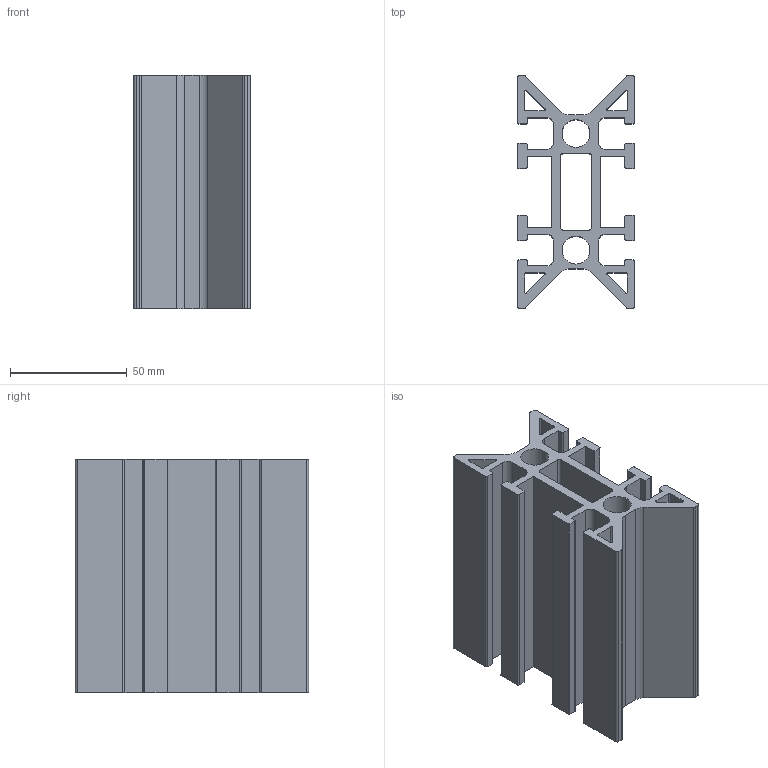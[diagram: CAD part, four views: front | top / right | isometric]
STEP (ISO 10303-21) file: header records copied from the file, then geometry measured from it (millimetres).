
FILE_DESCRIPTION(/* description */ ('PROFILO GUIDA A V 90° 50X100 '),/* implementation_level */ '2;1');
FILE_NAME(/* name */ 'BPRGD0000023.stp',/* time_stamp */ '2022-07-29T09:35:39+02:00',/* author */ ('tecnico3.vi'),/* organization */ (''),/* preprocessor_version */ 'ST-DEVELOPER v18.1',/* originating_system */ 'Autodesk Inventor 2022',/* authorisation */ '');
FILE_SCHEMA (('AUTOMOTIVE_DESIGN { 1 0 10303 214 3 1 1 }'));
Length unit declared in the file: millimetre
Products named in the file (1): 01.10050.V90AD
Bounding box: 50 x 100 x 100 mm (x, y, z)
Volume: 171214.2 mm3; surface area: 89358.3 mm2
Topology: 1 solids, 1 shells, 140 faces, 414 edges, 276 vertices
Faces by surface type: plane 78, cylinder 62
Full cylindrical faces by diameter (mm): 12 x2
Entity records: 4773 total; most frequent: CARTESIAN_POINT 831, ORIENTED_EDGE 828, DIRECTION 820, EDGE_CURVE 414, LINE 290, VECTOR 290, VERTEX_POINT 276, AXIS2_PLACEMENT_3D 265
